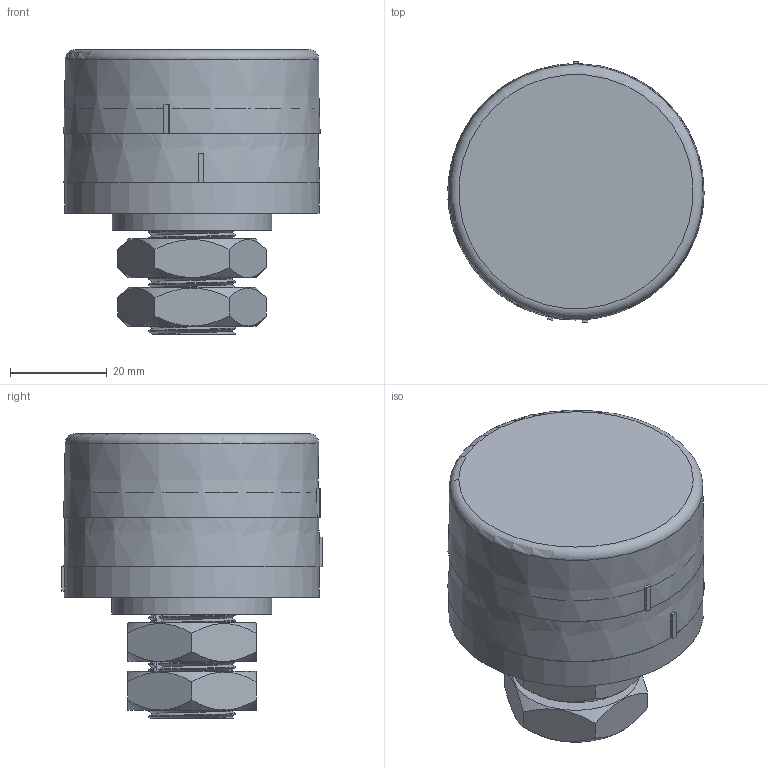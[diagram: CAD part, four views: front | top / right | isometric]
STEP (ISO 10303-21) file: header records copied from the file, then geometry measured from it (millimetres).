
FILE_DESCRIPTION( ( 'Unknown' ), '1' );
FILE_NAME( 'ES5019_TERMINAL HOLDER & TER.stp', 'Unknown', ( 'Unknown' ), ( 'Unknown' ), 'PSStep 17.0.49', 'Unknown', ' ' );
FILE_SCHEMA( ( 'AUTOMOTIVE_DESIGN { 1 0 10303 214 1 1 1 1 }' ) );
Length unit declared in the file: millimetre
Products named in the file (13): TERMINAL UNIT AFTER FLARING; contact_block; terminal; ISO 7047 SCREW M3x8-H STEEL GRADE A COUNTERSUNK RAISED HEAD; Assem1; UPPER CAP_ shift ribs_28.06.11; ES122024_TERMINAL HOLDER_WITH M18_THREAD; HF600022_NUT M18X2.5P; HF152004_SEALING RING; TERMINAL HOLDER COVER; GASKET; M3 x L16; SEALING RING
Assembly tree (19 placements, depth 3):
  Assem1
    UPPER CAP_ shift ribs_28.06.11  x2
    ES122024_TERMINAL HOLDER_WITH M18_THREAD
    HF600022_NUT M18X2.5P  x2
    HF152004_SEALING RING
    TERMINAL HOLDER COVER
    GASKET
    M3 x L16  x2
    SEALING RING
    TERMINAL UNIT AFTER FLARING  x5
      contact_block
      terminal
      ISO 7047 SCREW M3x8-H STEEL GRADE A COUNTERSUNK RAISED HEAD
Bounding box: 52.88 x 53.85 x 58.7 mm (x, y, z)
Volume: 59893.8 mm3; surface area: 57049.3 mm2
Topology: 26 solids, 26 shells, 917 faces, 2290 edges, 1486 vertices
Faces by surface type: plane 585, cylinder 156, cone 88, bspline 45, torus 23, extrusion 13, revolution 7
Full cylindrical faces by diameter (mm): 2.394 x2, 2.459 x5, 2.541 x7, 2.927 x7, 3 x7, 3.8 x10, 3.9 x5, 5 x5, 5.5 x7, 5.6 x1, 7.6 x1, 8.5 x2, 10.5 x2, 19.5 x1, 33 x1, 44.702 x1, 45.1 x1, 45.7 x1, 46.7 x1, 47.05 x1, 50.8 x2, 52 x1
Entity records: 42380 total; most frequent: CARTESIAN_POINT 24760, ORIENTED_EDGE 2686, DIRECTION 2455, EDGE_CURVE 1343, VERTEX_POINT 924, AXIS2_PLACEMENT_3D 850, VECTOR 753, LINE 740
